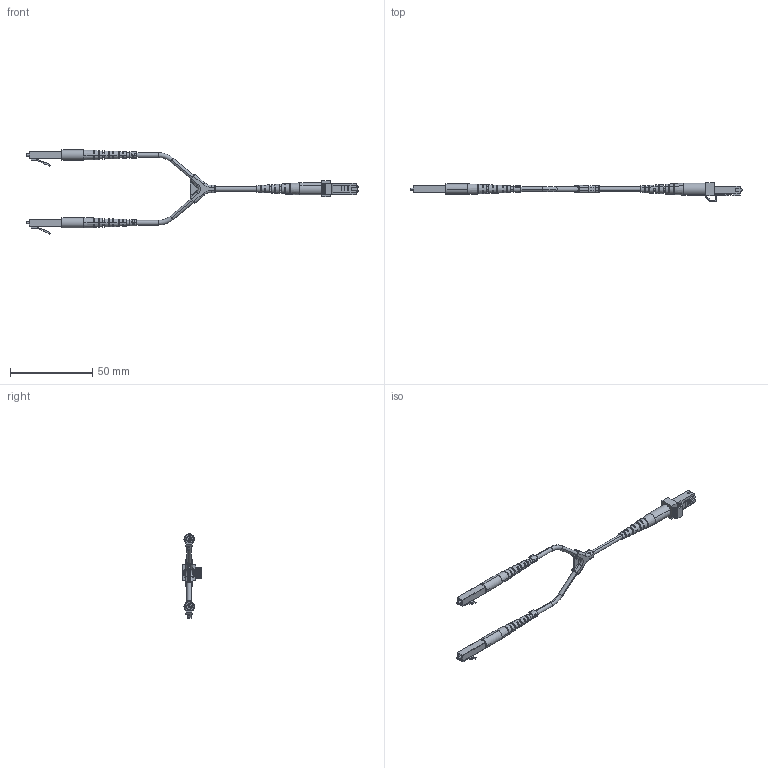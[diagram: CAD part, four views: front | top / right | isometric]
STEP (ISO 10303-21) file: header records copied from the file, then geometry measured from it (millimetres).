
FILE_DESCRIPTION (( 'STEP AP203' ), '1' );
FILE_NAME ('FODMT-LC.STEP', '2006-06-30T18:48:48', ( ' ' ), ( ' ' ), 'SwSTEP 2.0', 'SolidWorks 2005354', '' );
FILE_SCHEMA (( 'CONFIG_CONTROL_DESIGN' ));
Length unit declared in the file: inch
Products named in the file (12): TUBE-TAT-125SCD-1875(Y); LBL-C3P-A; CONN-LC3-220-3-MA1_WITHOU BACK CLIP; FODMT-LC; CONN-91-100-97-BP3B; CONN-91-100-97-BP3B-MA1; CONN-91-100-97-BP3B-MA2; N302INSSD62PGR_FODMT-LC; LBL-C3P-B; N602-INS-ZC-62PFD(ANGLED MTRJ); CONN-LC3-220-3; CONN-LC3-220-3-MA2
Assembly tree (13 placements, depth 3):
  FODMT-LC
    N302INSSD62PGR_FODMT-LC
    N602-INS-ZC-62PFD(ANGLED MTRJ)  x2
    CONN-LC3-220-3  x2
      CONN-LC3-220-3-MA2
      CONN-LC3-220-3-MA1_WITHOU BACK CLIP
    LBL-C3P-A
    TUBE-TAT-125SCD-1875(Y)
    CONN-91-100-97-BP3B
      CONN-91-100-97-BP3B-MA1
      CONN-91-100-97-BP3B-MA2
    LBL-C3P-B
Bounding box: 201.63 x 11.44 x 51.25 mm (x, y, z)
Volume: 4623.4 mm3; surface area: 9142.1 mm2
Topology: 12 solids, 12 shells, 605 faces, 1669 edges, 1062 vertices
Faces by surface type: plane 387, cylinder 119, cone 40, torus 30, bspline 21, sphere 8
Entity records: 18692 total; most frequent: CARTESIAN_POINT 5861, ORIENTED_EDGE 2480, DIRECTION 2353, EDGE_CURVE 1240, AXIS2_PLACEMENT_3D 847, VERTEX_POINT 794, VECTOR 659, LINE 659
